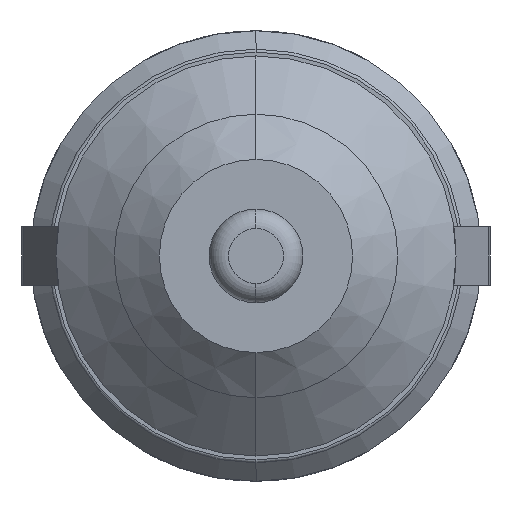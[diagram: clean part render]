
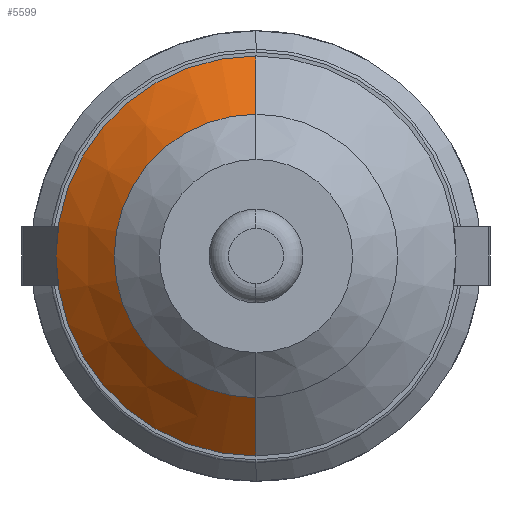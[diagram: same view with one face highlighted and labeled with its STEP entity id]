
A CAD part, left-side view. The second image highlights one B-rep face of the part: STEP entity #5599.
In plain terms, the highlighted conical face has half-angle 50 degrees and reference radius 10.3 mm.
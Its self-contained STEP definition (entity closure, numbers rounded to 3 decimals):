
#138 = LINE ( 'NONE', #8065, #5597 ) ;
#184 = VERTEX_POINT ( 'NONE', #8030 ) ;
#362 = EDGE_CURVE ( 'NONE', #4445, #184, #138, .T. ) ;
#505 = VERTEX_POINT ( 'NONE', #7677 ) ;
#893 = EDGE_CURVE ( 'NONE', #505, #5716, #2739, .T. ) ;
#1052 = VECTOR ( 'NONE', #2323, 1000. ) ;
#1095 = AXIS2_PLACEMENT_3D ( 'NONE', #6289, #6212, #6827 ) ;
#1189 = EDGE_CURVE ( 'NONE', #5716, #184, #1831, .T. ) ;
#1460 = ORIENTED_EDGE ( 'NONE', *, *, #3181, .F. ) ;
#1701 = CARTESIAN_POINT ( 'NONE',  ( -24.633, 0., 10.3 ) ) ;
#1831 = CIRCLE ( 'NONE', #7739, 10.3 ) ;
#2323 = DIRECTION ( 'NONE',  ( 0.643, 0., 0.766 ) ) ;
#2739 = LINE ( 'NONE', #1701, #1052 ) ;
#2783 = ORIENTED_EDGE ( 'NONE', *, *, #893, .T. ) ;
#2969 = ORIENTED_EDGE ( 'NONE', *, *, #362, .F. ) ;
#3091 = CONICAL_SURFACE ( 'NONE', #1095, 10.3, 0.873 ) ;
#3181 = EDGE_CURVE ( 'NONE', #505, #4445, #6231, .T. ) ;
#3262 = CARTESIAN_POINT ( 'NONE',  ( -24.633, 0., 10.3 ) ) ;
#3702 = DIRECTION ( 'NONE',  ( 0., 0., 1. ) ) ;
#4445 = VERTEX_POINT ( 'NONE', #4799 ) ;
#4680 = DIRECTION ( 'NONE',  ( 0., 0., 1. ) ) ;
#4799 = CARTESIAN_POINT ( 'NONE',  ( -27.15, 0., -7.3 ) ) ;
#5261 = DIRECTION ( 'NONE',  ( -1., 0., 0. ) ) ;
#5512 = CARTESIAN_POINT ( 'NONE',  ( -27.15, 0., 0. ) ) ;
#5597 = VECTOR ( 'NONE', #6829, 1000. ) ;
#5599 = ADVANCED_FACE ( 'NONE', ( #6221 ), #3091, .T. ) ;
#5716 = VERTEX_POINT ( 'NONE', #3262 ) ;
#6011 = EDGE_LOOP ( 'NONE', ( #1460, #2783, #7565, #2969 ) ) ;
#6137 = DIRECTION ( 'NONE',  ( -1., 0., 0. ) ) ;
#6212 = DIRECTION ( 'NONE',  ( 1., 0., 0. ) ) ;
#6221 = FACE_OUTER_BOUND ( 'NONE', #6011, .T. ) ;
#6231 = CIRCLE ( 'NONE', #7239, 7.3 ) ;
#6289 = CARTESIAN_POINT ( 'NONE',  ( -24.633, 0., 0. ) ) ;
#6572 = CARTESIAN_POINT ( 'NONE',  ( -24.633, 0., 0. ) ) ;
#6827 = DIRECTION ( 'NONE',  ( 0., 0., -1. ) ) ;
#6829 = DIRECTION ( 'NONE',  ( 0.643, 0., -0.766 ) ) ;
#7239 = AXIS2_PLACEMENT_3D ( 'NONE', #5512, #6137, #3702 ) ;
#7565 = ORIENTED_EDGE ( 'NONE', *, *, #1189, .T. ) ;
#7677 = CARTESIAN_POINT ( 'NONE',  ( -27.15, 0., 7.3 ) ) ;
#7739 = AXIS2_PLACEMENT_3D ( 'NONE', #6572, #5261, #4680 ) ;
#8030 = CARTESIAN_POINT ( 'NONE',  ( -24.633, 0., -10.3 ) ) ;
#8065 = CARTESIAN_POINT ( 'NONE',  ( -24.633, 0., -10.3 ) ) ;
